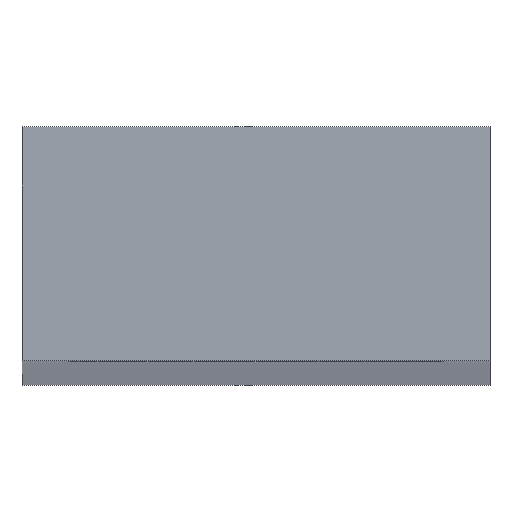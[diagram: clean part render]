
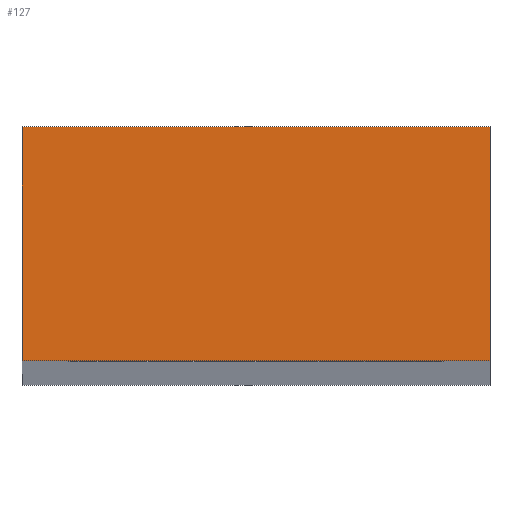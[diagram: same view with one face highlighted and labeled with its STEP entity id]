
A CAD part, top view. The second image highlights one B-rep face of the part: STEP entity #127.
In plain terms, the highlighted planar face has unit normal (0, 0, 1).
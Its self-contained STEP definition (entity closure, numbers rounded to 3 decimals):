
#5 = CARTESIAN_POINT ( 'NONE',  ( 10., -2.5, 150. ) ) ;
#7 = CARTESIAN_POINT ( 'NONE',  ( 0., -2.5, 150. ) ) ;
#12 = EDGE_CURVE ( 'NONE', #65, #234, #184, .T. ) ;
#15 = ORIENTED_EDGE ( 'NONE', *, *, #29, .F. ) ;
#18 = ORIENTED_EDGE ( 'NONE', *, *, #12, .F. ) ;
#29 = EDGE_CURVE ( 'NONE', #272, #65, #275, .T. ) ;
#37 = DIRECTION ( 'NONE',  ( 0., 0., 1. ) ) ;
#40 = DIRECTION ( 'NONE',  ( -1., 0., 0. ) ) ;
#59 = DIRECTION ( 'NONE',  ( 1., 0., 0. ) ) ;
#65 = VERTEX_POINT ( 'NONE', #7 ) ;
#70 = VERTEX_POINT ( 'NONE', #103 ) ;
#72 = ORIENTED_EDGE ( 'NONE', *, *, #124, .T. ) ;
#89 = AXIS2_PLACEMENT_3D ( 'NONE', #5, #37, #59 ) ;
#103 = CARTESIAN_POINT ( 'NONE',  ( 10., 2.5, 150. ) ) ;
#105 = PLANE ( 'NONE',  #89 ) ;
#116 = CARTESIAN_POINT ( 'NONE',  ( 0., -2.5, 150. ) ) ;
#124 = EDGE_CURVE ( 'NONE', #272, #70, #179, .T. ) ;
#127 = ADVANCED_FACE ( 'NONE', ( #265 ), #105, .T. ) ;
#133 = CARTESIAN_POINT ( 'NONE',  ( 10., 2.5, 150. ) ) ;
#143 = CARTESIAN_POINT ( 'NONE',  ( 10., -2.5, 150. ) ) ;
#146 = VECTOR ( 'NONE', #40, 1000. ) ;
#156 = VECTOR ( 'NONE', #268, 1000. ) ;
#179 = LINE ( 'NONE', #180, #287 ) ;
#180 = CARTESIAN_POINT ( 'NONE',  ( 10., -2.5, 150. ) ) ;
#184 = LINE ( 'NONE', #116, #286 ) ;
#186 = CARTESIAN_POINT ( 'NONE',  ( 10., -2.5, 150. ) ) ;
#191 = ORIENTED_EDGE ( 'NONE', *, *, #209, .T. ) ;
#209 = EDGE_CURVE ( 'NONE', #70, #234, #245, .T. ) ;
#229 = EDGE_LOOP ( 'NONE', ( #18, #15, #72, #191 ) ) ;
#234 = VERTEX_POINT ( 'NONE', #276 ) ;
#245 = LINE ( 'NONE', #133, #156 ) ;
#252 = DIRECTION ( 'NONE',  ( 0., 1., 0. ) ) ;
#265 = FACE_OUTER_BOUND ( 'NONE', #229, .T. ) ;
#266 = DIRECTION ( 'NONE',  ( 0., 1., 0. ) ) ;
#268 = DIRECTION ( 'NONE',  ( -1., 0., 0. ) ) ;
#272 = VERTEX_POINT ( 'NONE', #186 ) ;
#275 = LINE ( 'NONE', #143, #146 ) ;
#276 = CARTESIAN_POINT ( 'NONE',  ( 0., 2.5, 150. ) ) ;
#286 = VECTOR ( 'NONE', #252, 1000. ) ;
#287 = VECTOR ( 'NONE', #266, 1000. ) ;
